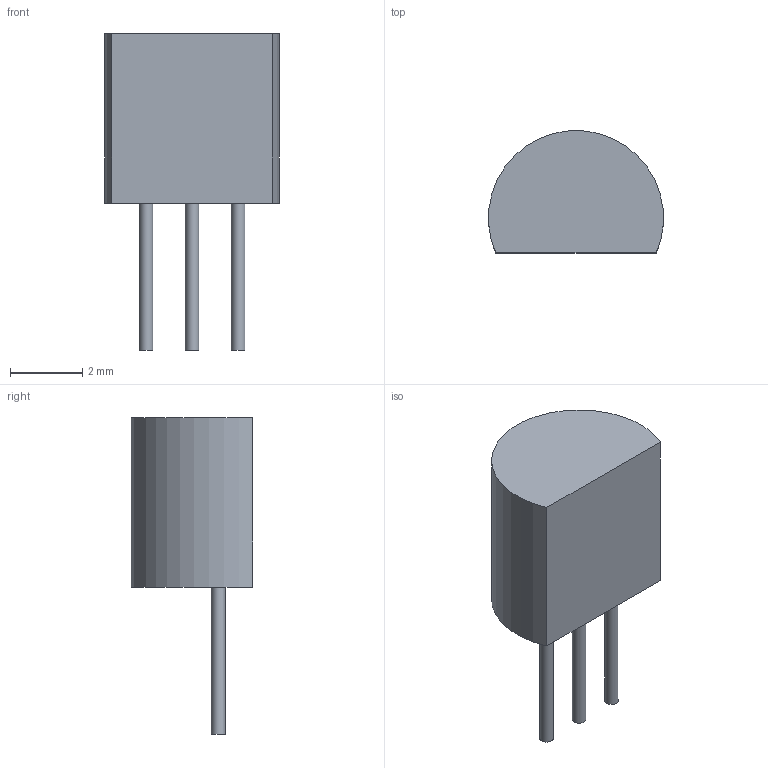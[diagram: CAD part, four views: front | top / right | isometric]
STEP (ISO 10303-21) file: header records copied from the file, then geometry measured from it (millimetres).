
FILE_DESCRIPTION(('STEP AP214'),'1');
FILE_NAME('TO-92-3_4P58X4P58_ONS','2025-03-19T04:41:13',(''),(''),'','','');
FILE_SCHEMA(('AUTOMOTIVE_DESIGN'));
Length unit declared in the file: millimetre
Products named in the file (1): product
Bounding box: 4.82 x 3.37 x 8.74 mm (x, y, z)
Volume: 65.4 mm3; surface area: 108.1 mm2
Topology: 4 solids, 4 shells, 13 faces, 15 edges, 10 vertices
Faces by surface type: plane 9, cylinder 4
Full cylindrical faces by diameter (mm): 0.381 x3
Entity records: 425 total; most frequent: DIRECTION 54, CARTESIAN_POINT 35, AXIS2_PLACEMENT_3D 25, ORIENTED_EDGE 24, PRESENTATION_STYLE_ASSIGNMENT 17, SURFACE_STYLE_USAGE 17, SURFACE_SIDE_STYLE 17, SURFACE_STYLE_FILL_AREA 17
